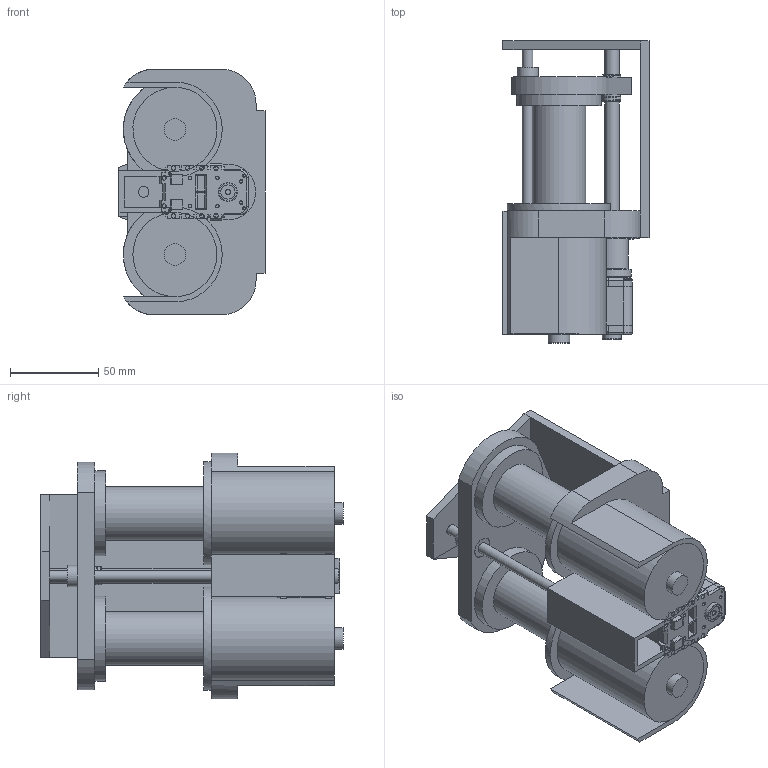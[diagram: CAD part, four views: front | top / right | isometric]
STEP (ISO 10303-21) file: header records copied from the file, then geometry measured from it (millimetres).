
FILE_DESCRIPTION(/* description */ ('','CAx-IF Rec.Pracs.---Representation and Presentation of Product Manufacturing Information (PMI)---4.0---2014-10-13'),/* implementation_level */ '2;1');
FILE_NAME(/* name */ 'strzykawki mechanizm.step',/* time_stamp */ '2025-03-02T11:48:50+01:00',/* author */ (''),/* organization */ (''),/* preprocessor_version */ 'ST-DEVELOPER v20',/* originating_system */ 'Autodesk Translation Framework v13.20.0.188',/* authorisation */ '');
FILE_SCHEMA (('AP242_MANAGED_MODEL_BASED_3D_ENGINEERING_MIM_LF { 1 0 10303 442 1 1 4 }'));
Length unit declared in the file: millimetre
Products named in the file (9): Untitled; AX-12A v1; AX-12A-01; AX-12A-02; AX-12A-03; AX-12A-04; SetScrew; pan head cross recess screw_iso_ISO 7045 - M2.5 x 8 - Z --- 8C; LeadScrew Nut 8mm x 2mmPitch (1) v1
Assembly tree (11 placements, depth 3):
  Untitled
    AX-12A v1
      AX-12A-01
      AX-12A-02
      AX-12A-03
      AX-12A-04
      SetScrew  x4
      pan head cross recess screw_iso_ISO 7045 - M2.5 x 8 - Z --- 8C
    LeadScrew Nut 8mm x 2mmPitch (1) v1
Bounding box: 82.61 x 170.86 x 139.08 mm (x, y, z)
Volume: 697297 mm3; surface area: 158465.9 mm2
Topology: 16 solids, 16 shells, 940 faces, 2449 edges, 1559 vertices
Faces by surface type: plane 627, cylinder 206, cone 71, torus 15, bspline 12, sphere 9
Full cylindrical faces by diameter (mm): 1.2 x40, 1.6 x8, 1.7 x4, 1.8 x6, 2 x8, 2.5 x23, 3.3 x4, 3.5 x6, 5 x1, 5.5 x2, 6 x4, 6.1 x1, 8 x9, 8.629 x1, 9 x1, 9.5 x1, 10 x7, 10.2 x2, 10.8 x1, 10.859 x1, 12 x2, 12.301 x2, 13.4 x1, 18.2 x1, 18.608 x1, 21.892 x1, 22 x3, 30.194 x2, 31.446 x1, 48.071 x2
Entity records: 28570 total; most frequent: CARTESIAN_POINT 8148, ORIENTED_EDGE 4206, DIRECTION 4059, EDGE_CURVE 2103, LINE 1601, VECTOR 1601, VERTEX_POINT 1346, AXIS2_PLACEMENT_3D 1229
